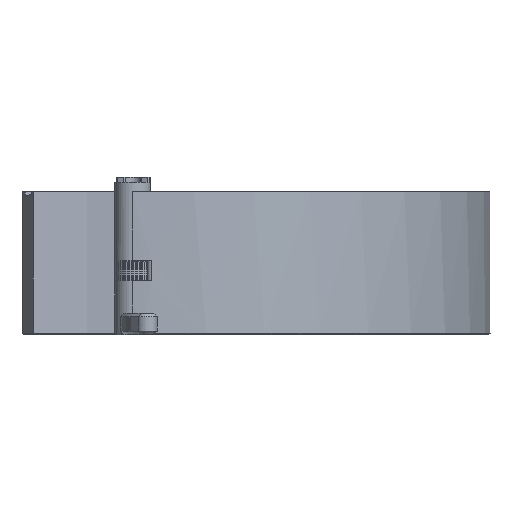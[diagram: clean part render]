
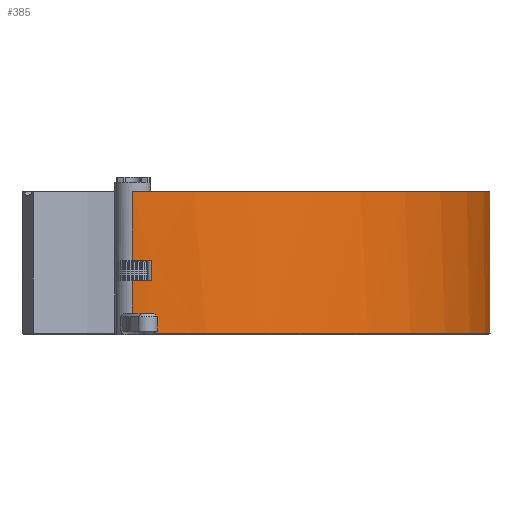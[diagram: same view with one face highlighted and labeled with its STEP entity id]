
A CAD part, left-side view. The second image highlights one B-rep face of the part: STEP entity #385.
In plain terms, the highlighted cylindrical face has radius 100 mm (diameter 200 mm), a partial arc.
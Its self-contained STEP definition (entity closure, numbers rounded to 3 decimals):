
#385 = ADVANCED_FACE('',(#386),#519,.T.);
#386 = FACE_BOUND('',#387,.T.);
#387 = EDGE_LOOP('',(#388,#399,#408,#416,#425,#435,#443,#453,#462,#471,
    #479,#488,#496,#505,#514));
#388 = ORIENTED_EDGE('',*,*,#389,.F.);
#389 = EDGE_CURVE('',#390,#392,#394,.T.);
#390 = VERTEX_POINT('',#391);
#391 = CARTESIAN_POINT('',(-99.972,-2.351,-24.8));
#392 = VERTEX_POINT('',#393);
#393 = CARTESIAN_POINT('',(-99.86,-5.281,-24.8));
#394 = CIRCLE('',#395,100.);
#395 = AXIS2_PLACEMENT_3D('',#396,#397,#398);
#396 = CARTESIAN_POINT('',(0.,0.,-24.8));
#397 = DIRECTION('',(-0.,0.,1.));
#398 = DIRECTION('',(0.,-1.,0.));
#399 = ORIENTED_EDGE('',*,*,#400,.F.);
#400 = EDGE_CURVE('',#401,#390,#403,.T.);
#401 = VERTEX_POINT('',#402);
#402 = CARTESIAN_POINT('',(-100.,0.,-24.8));
#403 = CIRCLE('',#404,100.);
#404 = AXIS2_PLACEMENT_3D('',#405,#406,#407);
#405 = CARTESIAN_POINT('',(0.,0.,-24.8));
#406 = DIRECTION('',(0.,0.,1.));
#407 = DIRECTION('',(-1.,0.,0.));
#408 = ORIENTED_EDGE('',*,*,#409,.F.);
#409 = EDGE_CURVE('',#410,#401,#412,.T.);
#410 = VERTEX_POINT('',#411);
#411 = CARTESIAN_POINT('',(-100.,0.,-34.));
#412 = LINE('',#413,#414);
#413 = CARTESIAN_POINT('',(-100.,0.,-40.));
#414 = VECTOR('',#415,1.);
#415 = DIRECTION('',(0.,0.,1.));
#416 = ORIENTED_EDGE('',*,*,#417,.T.);
#417 = EDGE_CURVE('',#410,#418,#420,.T.);
#418 = VERTEX_POINT('',#419);
#419 = CARTESIAN_POINT('',(-99.965,-2.661,-34.));
#420 = CIRCLE('',#421,100.);
#421 = AXIS2_PLACEMENT_3D('',#422,#423,#424);
#422 = CARTESIAN_POINT('',(0.,0.,-34.));
#423 = DIRECTION('',(0.,0.,1.));
#424 = DIRECTION('',(-1.,0.,0.));
#425 = ORIENTED_EDGE('',*,*,#426,.T.);
#426 = EDGE_CURVE('',#418,#427,#429,.T.);
#427 = VERTEX_POINT('',#428);
#428 = CARTESIAN_POINT('',(-99.933,-3.665,-35.));
#429 = B_SPLINE_CURVE_WITH_KNOTS('',4,(#430,#431,#432,#433,#434),
  .UNSPECIFIED.,.F.,.F.,(5,5),(0.,1.),.PIECEWISE_BEZIER_KNOTS.);
#430 = CARTESIAN_POINT('',(-99.965,-2.661,-34.));
#431 = CARTESIAN_POINT('',(-99.958,-2.912,
    -34.25));
#432 = CARTESIAN_POINT('',(-99.95,-3.163,
    -34.5));
#433 = CARTESIAN_POINT('',(-99.942,-3.414,
    -34.75));
#434 = CARTESIAN_POINT('',(-99.933,-3.665,-35.));
#435 = ORIENTED_EDGE('',*,*,#436,.F.);
#436 = EDGE_CURVE('',#437,#427,#439,.T.);
#437 = VERTEX_POINT('',#438);
#438 = CARTESIAN_POINT('',(-99.933,-3.665,-39.));
#439 = LINE('',#440,#441);
#440 = CARTESIAN_POINT('',(-99.933,-3.665,-40.));
#441 = VECTOR('',#442,1.);
#442 = DIRECTION('',(0.,0.,1.));
#443 = ORIENTED_EDGE('',*,*,#444,.T.);
#444 = EDGE_CURVE('',#437,#445,#447,.T.);
#445 = VERTEX_POINT('',#446);
#446 = CARTESIAN_POINT('',(-99.953,-3.062,-39.6));
#447 = B_SPLINE_CURVE_WITH_KNOTS('',4,(#448,#449,#450,#451,#452),
  .UNSPECIFIED.,.F.,.F.,(5,5),(0.,1.),.PIECEWISE_BEZIER_KNOTS.);
#448 = CARTESIAN_POINT('',(-99.933,-3.665,-39.));
#449 = CARTESIAN_POINT('',(-99.942,-3.414,
    -39.25));
#450 = CARTESIAN_POINT('',(-99.95,-3.163,
    -39.5));
#451 = CARTESIAN_POINT('',(-99.958,-2.912,
    -39.75));
#452 = CARTESIAN_POINT('',(-99.965,-2.661,-40.));
#453 = ORIENTED_EDGE('',*,*,#454,.T.);
#454 = EDGE_CURVE('',#445,#455,#457,.T.);
#455 = VERTEX_POINT('',#456);
#456 = CARTESIAN_POINT('',(-99.933,-3.665,-39.6));
#457 = CIRCLE('',#458,100.);
#458 = AXIS2_PLACEMENT_3D('',#459,#460,#461);
#459 = CARTESIAN_POINT('',(0.,0.,-39.6));
#460 = DIRECTION('',(0.,0.,1.));
#461 = DIRECTION('',(-1.,-0.027,
    0.));
#462 = ORIENTED_EDGE('',*,*,#463,.T.);
#463 = EDGE_CURVE('',#455,#464,#466,.T.);
#464 = VERTEX_POINT('',#465);
#465 = CARTESIAN_POINT('',(95.106,30.902,-39.6));
#466 = CIRCLE('',#467,100.);
#467 = AXIS2_PLACEMENT_3D('',#468,#469,#470);
#468 = CARTESIAN_POINT('',(0.,0.,-39.6));
#469 = DIRECTION('',(0.,0.,1.));
#470 = DIRECTION('',(-0.999,-0.037,
    0.));
#471 = ORIENTED_EDGE('',*,*,#472,.T.);
#472 = EDGE_CURVE('',#464,#473,#475,.T.);
#473 = VERTEX_POINT('',#474);
#474 = CARTESIAN_POINT('',(95.106,30.902,0.));
#475 = LINE('',#476,#477);
#476 = CARTESIAN_POINT('',(95.106,30.902,-40.));
#477 = VECTOR('',#478,1.);
#478 = DIRECTION('',(0.,0.,1.));
#479 = ORIENTED_EDGE('',*,*,#480,.F.);
#480 = EDGE_CURVE('',#481,#473,#483,.T.);
#481 = VERTEX_POINT('',#482);
#482 = CARTESIAN_POINT('',(-100.,0.,-0.));
#483 = CIRCLE('',#484,100.);
#484 = AXIS2_PLACEMENT_3D('',#485,#486,#487);
#485 = CARTESIAN_POINT('',(0.,0.,0.));
#486 = DIRECTION('',(0.,0.,1.));
#487 = DIRECTION('',(-1.,0.,0.));
#488 = ORIENTED_EDGE('',*,*,#489,.F.);
#489 = EDGE_CURVE('',#490,#481,#492,.T.);
#490 = VERTEX_POINT('',#491);
#491 = CARTESIAN_POINT('',(-100.,0.,-19.2));
#492 = LINE('',#493,#494);
#493 = CARTESIAN_POINT('',(-100.,0.,-40.));
#494 = VECTOR('',#495,1.);
#495 = DIRECTION('',(0.,0.,1.));
#496 = ORIENTED_EDGE('',*,*,#497,.T.);
#497 = EDGE_CURVE('',#490,#498,#500,.T.);
#498 = VERTEX_POINT('',#499);
#499 = CARTESIAN_POINT('',(-99.972,-2.351,-19.2));
#500 = CIRCLE('',#501,100.);
#501 = AXIS2_PLACEMENT_3D('',#502,#503,#504);
#502 = CARTESIAN_POINT('',(0.,0.,-19.2));
#503 = DIRECTION('',(0.,0.,1.));
#504 = DIRECTION('',(-1.,0.,0.));
#505 = ORIENTED_EDGE('',*,*,#506,.T.);
#506 = EDGE_CURVE('',#498,#507,#509,.T.);
#507 = VERTEX_POINT('',#508);
#508 = CARTESIAN_POINT('',(-99.86,-5.281,-19.2));
#509 = CIRCLE('',#510,100.);
#510 = AXIS2_PLACEMENT_3D('',#511,#512,#513);
#511 = CARTESIAN_POINT('',(0.,0.,-19.2));
#512 = DIRECTION('',(-0.,0.,1.));
#513 = DIRECTION('',(0.,-1.,0.));
#514 = ORIENTED_EDGE('',*,*,#515,.F.);
#515 = EDGE_CURVE('',#392,#507,#516,.T.);
#516 = B_SPLINE_CURVE_WITH_KNOTS('',1,(#517,#518),.UNSPECIFIED.,.F.,.F.,
  (2,2),(-2.912,8.512),.PIECEWISE_BEZIER_KNOTS.);
#517 = CARTESIAN_POINT('',(-99.86,-5.281,-27.712));
#518 = CARTESIAN_POINT('',(-99.86,-5.281,-16.288));
#519 = CYLINDRICAL_SURFACE('',#520,100.);
#520 = AXIS2_PLACEMENT_3D('',#521,#522,#523);
#521 = CARTESIAN_POINT('',(0.,0.,-40.));
#522 = DIRECTION('',(0.,0.,1.));
#523 = DIRECTION('',(-1.,0.,0.));
